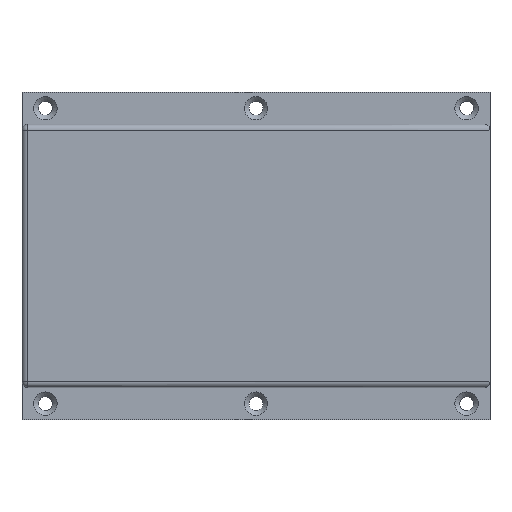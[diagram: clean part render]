
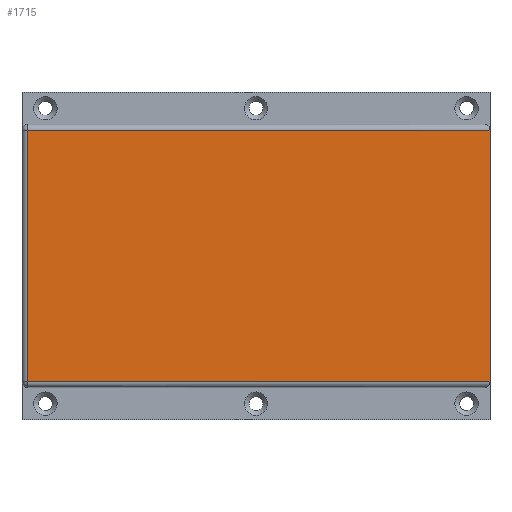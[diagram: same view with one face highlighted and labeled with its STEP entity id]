
A CAD part, top view. The second image highlights one B-rep face of the part: STEP entity #1715.
In plain terms, the highlighted planar face has unit normal (0, 0, 1).
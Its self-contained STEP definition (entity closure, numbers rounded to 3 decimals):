
#1082 = VERTEX_POINT('',#1083);
#1083 = CARTESIAN_POINT('',(-39.,-21.5,6.));
#1090 = EDGE_CURVE('',#1082,#1091,#1093,.T.);
#1091 = VERTEX_POINT('',#1092);
#1092 = CARTESIAN_POINT('',(-39.,21.5,6.));
#1093 = LINE('',#1094,#1095);
#1094 = CARTESIAN_POINT('',(-39.,-22.5,6.));
#1095 = VECTOR('',#1096,1.);
#1096 = DIRECTION('',(0.,1.,0.));
#1715 = ADVANCED_FACE('',(#1716),#1741,.T.);
#1716 = FACE_BOUND('',#1717,.T.);
#1717 = EDGE_LOOP('',(#1718,#1728,#1734,#1735));
#1718 = ORIENTED_EDGE('',*,*,#1719,.F.);
#1719 = EDGE_CURVE('',#1720,#1722,#1724,.T.);
#1720 = VERTEX_POINT('',#1721);
#1721 = CARTESIAN_POINT('',(40.,21.5,6.));
#1722 = VERTEX_POINT('',#1723);
#1723 = CARTESIAN_POINT('',(40.,-21.5,6.));
#1724 = LINE('',#1725,#1726);
#1725 = CARTESIAN_POINT('',(40.,22.5,6.));
#1726 = VECTOR('',#1727,1.);
#1727 = DIRECTION('',(0.,-1.,0.));
#1728 = ORIENTED_EDGE('',*,*,#1729,.F.);
#1729 = EDGE_CURVE('',#1091,#1720,#1730,.T.);
#1730 = LINE('',#1731,#1732);
#1731 = CARTESIAN_POINT('',(-40.,21.5,6.));
#1732 = VECTOR('',#1733,1.);
#1733 = DIRECTION('',(1.,0.,0.));
#1734 = ORIENTED_EDGE('',*,*,#1090,.F.);
#1735 = ORIENTED_EDGE('',*,*,#1736,.F.);
#1736 = EDGE_CURVE('',#1722,#1082,#1737,.T.);
#1737 = LINE('',#1738,#1739);
#1738 = CARTESIAN_POINT('',(40.,-21.5,6.));
#1739 = VECTOR('',#1740,1.);
#1740 = DIRECTION('',(-1.,0.,0.));
#1741 = PLANE('',#1742);
#1742 = AXIS2_PLACEMENT_3D('',#1743,#1744,#1745);
#1743 = CARTESIAN_POINT('',(0.,0.,6.));
#1744 = DIRECTION('',(0.,0.,1.));
#1745 = DIRECTION('',(1.,0.,0.));
